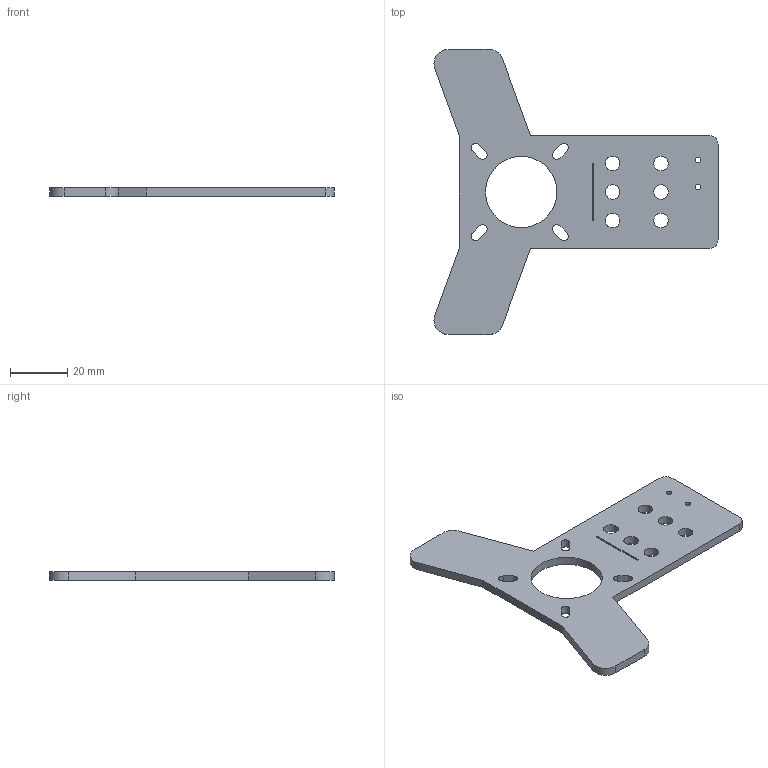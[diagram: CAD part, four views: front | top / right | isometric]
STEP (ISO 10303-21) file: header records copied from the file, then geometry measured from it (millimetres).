
FILE_DESCRIPTION( ( '' ), ' ' );
FILE_NAME( '57b42d1fe4b08d2229dc8347.step', '2016-08-17T09:23:44', ( '' ), ( '' ), ' ', ' ', ' ' );
FILE_SCHEMA( ( 'AUTOMOTIVE_DESIGN { 1 0 10303 214 1 1 1 1 }' ) );
Length unit declared in the file: metre
Products named in the file (1): FLM_motor mount plate y-axis
Bounding box: 99.67 x 100 x 3.2 mm (x, y, z)
Volume: 13122.8 mm3; surface area: 10645.7 mm2
Topology: 1 solids, 1 shells, 53 faces, 147 edges, 98 vertices
Faces by surface type: plane 30, cylinder 23
Full cylindrical faces by diameter (mm): 2 x2, 5.1 x6, 25 x1
Entity records: 2154 total; most frequent: DIRECTION 292, CARTESIAN_POINT 290, ORIENTED_EDGE 276, EDGE_CURVE 138, AXIS2_PLACEMENT_3D 100, VERTEX_POINT 98, LINE 92, VECTOR 92
